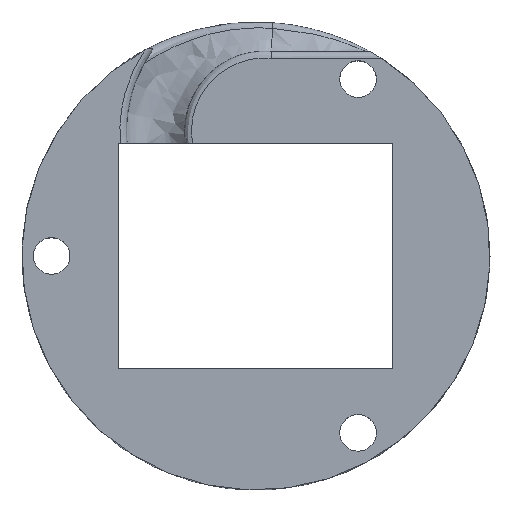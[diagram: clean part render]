
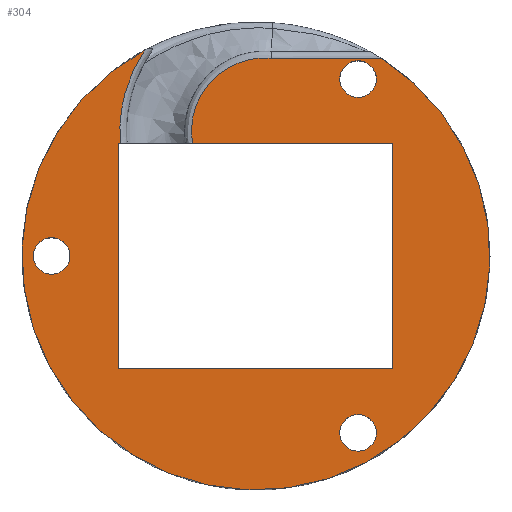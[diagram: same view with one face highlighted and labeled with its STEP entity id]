
A CAD part, top view. The second image highlights one B-rep face of the part: STEP entity #304.
In plain terms, the highlighted planar face has unit normal (0, 0, 1).
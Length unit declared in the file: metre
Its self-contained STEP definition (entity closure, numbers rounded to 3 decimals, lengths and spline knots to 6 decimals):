
#18=LINE('',#471,#33);
#19=LINE('',#473,#34);
#20=LINE('',#475,#35);
#21=LINE('',#477,#36);
#22=LINE('',#479,#37);
#23=LINE('',#491,#38);
#33=VECTOR('',#369,1.);
#34=VECTOR('',#370,1.);
#35=VECTOR('',#371,1.);
#36=VECTOR('',#372,1.);
#37=VECTOR('',#373,1.);
#38=VECTOR('',#374,1.);
#48=PLANE('',#336);
#57=B_SPLINE_CURVE_WITH_KNOTS('',3,(#460,#461,#462,#463,#464,#465,#466,
#467,#468),.UNSPECIFIED.,.F.,.F.,(4,1,1,1,1,1,4),(0.,0.003916,
0.007833,0.011749,0.013708,0.014687,
0.015666),.UNSPECIFIED.);
#58=B_SPLINE_CURVE_WITH_KNOTS('',3,(#481,#482,#483,#484,#485),
 .UNSPECIFIED.,.F.,.F.,(4,1,4),(0.000001,0.0058,
0.0116),.UNSPECIFIED.);
#59=B_SPLINE_CURVE_WITH_KNOTS('',3,(#487,#488,#489,#490),.UNSPECIFIED.,
 .F.,.F.,(4,4),(0.,0.000068),.UNSPECIFIED.);
#78=ORIENTED_EDGE('',*,*,#164,.T.);
#79=ORIENTED_EDGE('',*,*,#165,.T.);
#80=ORIENTED_EDGE('',*,*,#166,.T.);
#81=ORIENTED_EDGE('',*,*,#167,.F.);
#82=ORIENTED_EDGE('',*,*,#168,.T.);
#83=ORIENTED_EDGE('',*,*,#169,.F.);
#84=ORIENTED_EDGE('',*,*,#170,.F.);
#85=ORIENTED_EDGE('',*,*,#171,.T.);
#86=ORIENTED_EDGE('',*,*,#172,.T.);
#87=ORIENTED_EDGE('',*,*,#173,.F.);
#88=ORIENTED_EDGE('',*,*,#174,.F.);
#89=ORIENTED_EDGE('',*,*,#159,.F.);
#90=ORIENTED_EDGE('',*,*,#175,.F.);
#159=EDGE_CURVE('',#202,#203,#233,.T.);
#164=EDGE_CURVE('',#207,#207,#235,.T.);
#165=EDGE_CURVE('',#208,#208,#236,.T.);
#166=EDGE_CURVE('',#209,#209,#237,.T.);
#167=EDGE_CURVE('',#210,#211,#57,.T.);
#168=EDGE_CURVE('',#210,#212,#18,.F.);
#169=EDGE_CURVE('',#213,#212,#19,.F.);
#170=EDGE_CURVE('',#214,#213,#20,.F.);
#171=EDGE_CURVE('',#214,#215,#21,.F.);
#172=EDGE_CURVE('',#215,#216,#22,.F.);
#173=EDGE_CURVE('',#217,#216,#58,.T.);
#174=EDGE_CURVE('',#203,#217,#59,.T.);
#175=EDGE_CURVE('',#211,#202,#23,.F.);
#202=VERTEX_POINT('',#413);
#203=VERTEX_POINT('',#414);
#207=VERTEX_POINT('',#455);
#208=VERTEX_POINT('',#457);
#209=VERTEX_POINT('',#459);
#210=VERTEX_POINT('',#469);
#211=VERTEX_POINT('',#470);
#212=VERTEX_POINT('',#472);
#213=VERTEX_POINT('',#474);
#214=VERTEX_POINT('',#476);
#215=VERTEX_POINT('',#478);
#216=VERTEX_POINT('',#480);
#217=VERTEX_POINT('',#486);
#233=CIRCLE('',#334,0.0275);
#235=CIRCLE('',#337,0.00215);
#236=CIRCLE('',#338,0.00215);
#237=CIRCLE('',#339,0.00215);
#244=EDGE_LOOP('',(#78));
#245=EDGE_LOOP('',(#79));
#246=EDGE_LOOP('',(#80));
#247=EDGE_LOOP('',(#81,#82,#83,#84,#85,#86,#87,#88,#89,#90));
#272=FACE_BOUND('',#244,.T.);
#273=FACE_BOUND('',#245,.T.);
#274=FACE_BOUND('',#246,.T.);
#275=FACE_BOUND('',#247,.T.);
#304=ADVANCED_FACE('',(#272,#273,#274,#275),#48,.T.);
#334=AXIS2_PLACEMENT_3D('',#412,#357,#358);
#336=AXIS2_PLACEMENT_3D('',#453,#361,#362);
#337=AXIS2_PLACEMENT_3D('',#454,#363,#364);
#338=AXIS2_PLACEMENT_3D('',#456,#365,#366);
#339=AXIS2_PLACEMENT_3D('',#458,#367,#368);
#357=DIRECTION('',(0.,0.,-1.));
#358=DIRECTION('',(1.,0.,0.));
#361=DIRECTION('',(0.,0.,1.));
#362=DIRECTION('',(1.,0.,0.));
#363=DIRECTION('',(0.,0.,-1.));
#364=DIRECTION('',(-0.5,-0.866,0.));
#365=DIRECTION('',(0.,0.,-1.));
#366=DIRECTION('',(-0.5,0.866,0.));
#367=DIRECTION('',(0.,0.,-1.));
#368=DIRECTION('',(1.,0.,0.));
#369=DIRECTION('',(-1.,0.,0.));
#370=DIRECTION('',(0.,-1.,0.));
#371=DIRECTION('',(-1.,0.,0.));
#372=DIRECTION('',(0.,-1.,0.));
#373=DIRECTION('',(-1.,0.,0.));
#374=DIRECTION('',(-1.,0.,0.));
#412=CARTESIAN_POINT('',(0.,0.,0.117));
#413=CARTESIAN_POINT('',(0.014725,0.023226,0.117));
#414=CARTESIAN_POINT('',(-0.01311,0.024174,0.117));
#453=CARTESIAN_POINT('',(0.,0.,0.117));
#454=CARTESIAN_POINT('',(0.012,0.020785,0.117));
#455=CARTESIAN_POINT('',(0.010925,0.018923,0.117));
#456=CARTESIAN_POINT('',(0.012,-0.020785,0.117));
#457=CARTESIAN_POINT('',(0.010925,-0.018923,0.117));
#458=CARTESIAN_POINT('',(-0.024,0.,0.117));
#459=CARTESIAN_POINT('',(-0.02185,0.,0.117));
#460=CARTESIAN_POINT('',(-0.007471,0.01325,0.117));
#461=CARTESIAN_POINT('',(-0.007668,0.014554,0.117));
#462=CARTESIAN_POINT('',(-0.007512,0.017219,0.117));
#463=CARTESIAN_POINT('',(-0.005497,0.020717,0.117));
#464=CARTESIAN_POINT('',(-0.002731,0.022595,0.117));
#465=CARTESIAN_POINT('',(-0.000489,0.02317,0.117));
#466=CARTESIAN_POINT('',(0.000807,0.023287,0.117));
#467=CARTESIAN_POINT('',(0.001468,0.023249,0.117));
#468=CARTESIAN_POINT('',(0.001799,0.023226,0.117));
#469=CARTESIAN_POINT('',(-0.007471,0.01325,0.117));
#470=CARTESIAN_POINT('',(0.001799,0.023226,0.117));
#471=CARTESIAN_POINT('',(0.,0.01325,0.117));
#472=CARTESIAN_POINT('',(0.0161,0.01325,0.117));
#473=CARTESIAN_POINT('',(0.0161,0.,0.117));
#474=CARTESIAN_POINT('',(0.0161,-0.01325,0.117));
#475=CARTESIAN_POINT('',(0.,-0.01325,0.117));
#476=CARTESIAN_POINT('',(-0.0161,-0.01325,0.117));
#477=CARTESIAN_POINT('',(-0.0161,0.,0.117));
#478=CARTESIAN_POINT('',(-0.0161,0.01325,0.117));
#479=CARTESIAN_POINT('',(0.,0.01325,0.117));
#480=CARTESIAN_POINT('',(-0.015933,0.01325,0.117));
#481=CARTESIAN_POINT('',(-0.01305,0.024206,0.117));
#482=CARTESIAN_POINT('',(-0.014137,0.022603,0.117));
#483=CARTESIAN_POINT('',(-0.015752,0.01903,0.117));
#484=CARTESIAN_POINT('',(-0.016092,0.01518,0.117));
#485=CARTESIAN_POINT('',(-0.015933,0.01325,0.117));
#486=CARTESIAN_POINT('',(-0.01305,0.024206,0.117));
#487=CARTESIAN_POINT('',(-0.01311,0.024174,0.117));
#488=CARTESIAN_POINT('',(-0.01309,0.024185,0.117));
#489=CARTESIAN_POINT('',(-0.01307,0.024195,0.117));
#490=CARTESIAN_POINT('',(-0.01305,0.024206,0.117));
#491=CARTESIAN_POINT('',(0.011023,0.023226,0.117));
